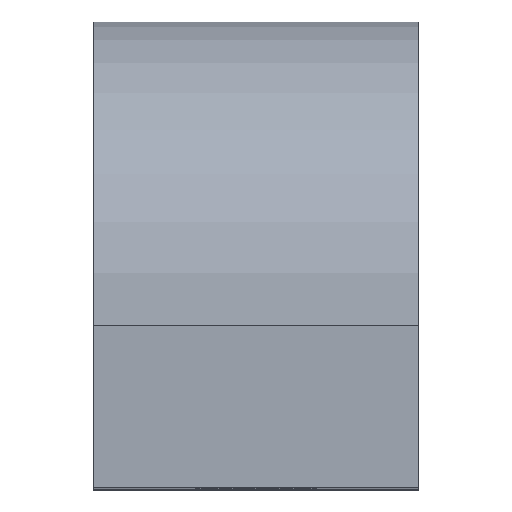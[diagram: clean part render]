
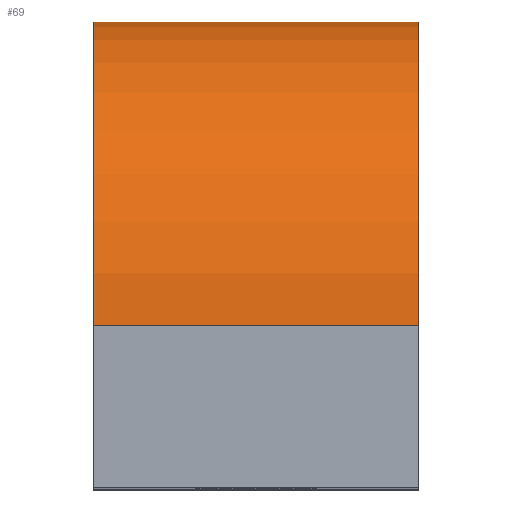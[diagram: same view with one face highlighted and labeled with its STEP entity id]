
A CAD part, top view. The second image highlights one B-rep face of the part: STEP entity #69.
In plain terms, the highlighted cylindrical face has radius 7.5 mm (diameter 15 mm), a partial arc.
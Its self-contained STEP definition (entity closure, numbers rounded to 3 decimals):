
#30 = DIRECTION ( 'NONE',  ( 0., 0., 1. ) ) ;
#69 = ADVANCED_FACE ( 'NONE', ( #340 ), #352, .T. ) ;
#86 = CARTESIAN_POINT ( 'NONE',  ( 8., 0.5, -7.5 ) ) ;
#90 = CARTESIAN_POINT ( 'NONE',  ( 8., 0.5, 7.5 ) ) ;
#91 = ORIENTED_EDGE ( 'NONE', *, *, #543, .F. ) ;
#94 = DIRECTION ( 'NONE',  ( -1., 0., 0. ) ) ;
#95 = CARTESIAN_POINT ( 'NONE',  ( 0., 0.5, 0. ) ) ;
#113 = VERTEX_POINT ( 'NONE', #390 ) ;
#117 = CARTESIAN_POINT ( 'NONE',  ( 8., 0.5, 0. ) ) ;
#119 = VERTEX_POINT ( 'NONE', #509 ) ;
#133 = LINE ( 'NONE', #90, #166 ) ;
#135 = DIRECTION ( 'NONE',  ( 0., 0., 1. ) ) ;
#151 = AXIS2_PLACEMENT_3D ( 'NONE', #117, #504, #30 ) ;
#155 = AXIS2_PLACEMENT_3D ( 'NONE', #254, #171, #135 ) ;
#166 = VECTOR ( 'NONE', #266, 1000. ) ;
#171 = DIRECTION ( 'NONE',  ( -1., 0., 0. ) ) ;
#213 = LINE ( 'NONE', #382, #399 ) ;
#219 = CIRCLE ( 'NONE', #151, 7.5 ) ;
#254 = CARTESIAN_POINT ( 'NONE',  ( 8., 0.5, 0. ) ) ;
#258 = CARTESIAN_POINT ( 'NONE',  ( 0., 0.5, 7.5 ) ) ;
#266 = DIRECTION ( 'NONE',  ( -1., 0., 0. ) ) ;
#272 = EDGE_CURVE ( 'NONE', #275, #119, #213, .T. ) ;
#275 = VERTEX_POINT ( 'NONE', #86 ) ;
#287 = VERTEX_POINT ( 'NONE', #258 ) ;
#340 = FACE_OUTER_BOUND ( 'NONE', #477, .T. ) ;
#352 = CYLINDRICAL_SURFACE ( 'NONE', #155, 7.5 ) ;
#366 = EDGE_CURVE ( 'NONE', #119, #287, #536, .T. ) ;
#373 = EDGE_CURVE ( 'NONE', #113, #287, #133, .T. ) ;
#382 = CARTESIAN_POINT ( 'NONE',  ( 8., 0.5, -7.5 ) ) ;
#389 = ORIENTED_EDGE ( 'NONE', *, *, #373, .F. ) ;
#390 = CARTESIAN_POINT ( 'NONE',  ( 8., 0.5, 7.5 ) ) ;
#399 = VECTOR ( 'NONE', #94, 1000. ) ;
#405 = ORIENTED_EDGE ( 'NONE', *, *, #272, .T. ) ;
#476 = DIRECTION ( 'NONE',  ( 0., 0., 1. ) ) ;
#477 = EDGE_LOOP ( 'NONE', ( #498, #389, #91, #405 ) ) ;
#496 = AXIS2_PLACEMENT_3D ( 'NONE', #95, #514, #476 ) ;
#498 = ORIENTED_EDGE ( 'NONE', *, *, #366, .T. ) ;
#504 = DIRECTION ( 'NONE',  ( 1., 0., 0. ) ) ;
#509 = CARTESIAN_POINT ( 'NONE',  ( 0., 0.5, -7.5 ) ) ;
#514 = DIRECTION ( 'NONE',  ( 1., 0., 0. ) ) ;
#536 = CIRCLE ( 'NONE', #496, 7.5 ) ;
#543 = EDGE_CURVE ( 'NONE', #275, #113, #219, .T. ) ;
